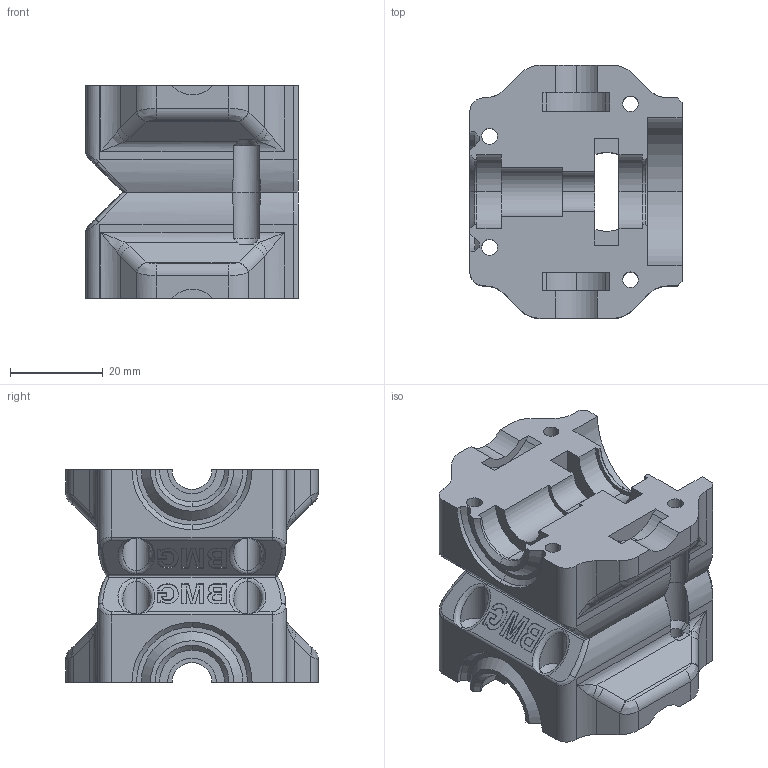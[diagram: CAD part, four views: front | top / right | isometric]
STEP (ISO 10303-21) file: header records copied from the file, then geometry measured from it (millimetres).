
FILE_DESCRIPTION (( 'STEP AP214' ), '1' );
FILE_NAME ('BMGobius Body A.STEP', '2018-06-06T00:12:45', ( '' ), ( '' ), 'SwSTEP 2.0', 'SolidWorks 2013', '' );
FILE_SCHEMA (( 'AUTOMOTIVE_DESIGN' ));
Length unit declared in the file: millimetre
Products named in the file (1): BMGobius Body A
Bounding box: 45.85 x 54.63 x 46 mm (x, y, z)
Volume: 66588.3 mm3; surface area: 20198.6 mm2
Topology: 2 solids, 2 shells, 834 faces, 2312 edges, 1474 vertices
Faces by surface type: plane 474, cylinder 146, cone 126, bspline 88
Entity records: 30055 total; most frequent: CARTESIAN_POINT 9835, ORIENTED_EDGE 4608, DIRECTION 3786, EDGE_CURVE 2304, VERTEX_POINT 1474, VECTOR 1296, LINE 1296, AXIS2_PLACEMENT_3D 1245
